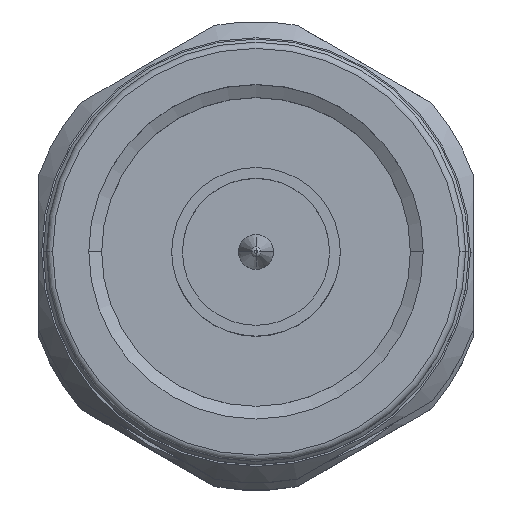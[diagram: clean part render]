
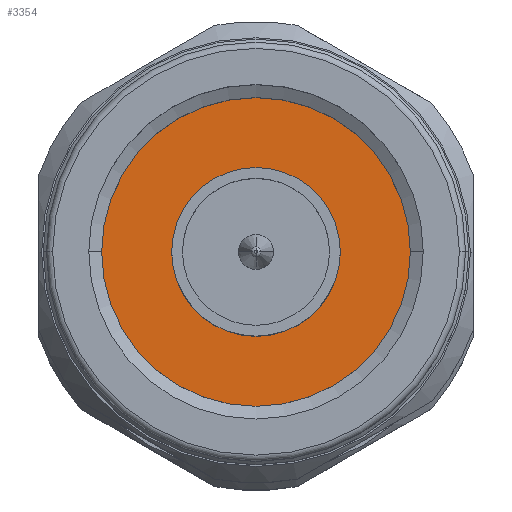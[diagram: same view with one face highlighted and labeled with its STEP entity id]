
A CAD part, top view. The second image highlights one B-rep face of the part: STEP entity #3354.
In plain terms, the highlighted face is planar.
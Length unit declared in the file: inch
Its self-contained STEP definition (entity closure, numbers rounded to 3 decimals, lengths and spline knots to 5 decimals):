
#93 = DIRECTION ( 'NONE',  ( 1., 0., 0. ) ) ;
#108 = FACE_BOUND ( 'NONE', #1141, .T. ) ;
#285 = CARTESIAN_POINT ( 'NONE',  ( 0.35943, 0., 0. ) ) ;
#311 = CIRCLE ( 'NONE', #4522, 0.34395 ) ;
#696 = DIRECTION ( 'NONE',  ( 1., 0., 0. ) ) ;
#1098 = CIRCLE ( 'NONE', #4327, 0.15748 ) ;
#1141 = EDGE_LOOP ( 'NONE', ( #5694, #1410 ) ) ;
#1410 = ORIENTED_EDGE ( 'NONE', *, *, #6734, .T. ) ;
#1457 = AXIS2_PLACEMENT_3D ( 'NONE', #1674, #3787, #1709 ) ;
#1551 = AXIS2_PLACEMENT_3D ( 'NONE', #285, #696, #4520 ) ;
#1674 = CARTESIAN_POINT ( 'NONE',  ( 0.35943, 0.34395, 0. ) ) ;
#1709 = DIRECTION ( 'NONE',  ( 0., 0., -1. ) ) ;
#2525 = DIRECTION ( 'NONE',  ( 0., 0., -1. ) ) ;
#2619 = EDGE_CURVE ( 'NONE', #6484, #6077, #3106, .T. ) ;
#2635 = EDGE_LOOP ( 'NONE', ( #3341, #3824 ) ) ;
#2754 = CARTESIAN_POINT ( 'NONE',  ( 0.35943, 0., -0.15748 ) ) ;
#2837 = CARTESIAN_POINT ( 'NONE',  ( 0.35943, 0., -0.34395 ) ) ;
#3106 = CIRCLE ( 'NONE', #1551, 0.34395 ) ;
#3163 = DIRECTION ( 'NONE',  ( 0., 0., -1. ) ) ;
#3247 = VERTEX_POINT ( 'NONE', #2754 ) ;
#3338 = FACE_OUTER_BOUND ( 'NONE', #2635, .T. ) ;
#3341 = ORIENTED_EDGE ( 'NONE', *, *, #6410, .F. ) ;
#3354 = ADVANCED_FACE ( 'NONE', ( #3338, #108 ), #5472, .F. ) ;
#3543 = VERTEX_POINT ( 'NONE', #4202 ) ;
#3730 = CARTESIAN_POINT ( 'NONE',  ( 0.35943, 0., 0. ) ) ;
#3787 = DIRECTION ( 'NONE',  ( 1., 0., 0. ) ) ;
#3824 = ORIENTED_EDGE ( 'NONE', *, *, #2619, .F. ) ;
#4106 = CARTESIAN_POINT ( 'NONE',  ( 0.35943, 0., 0. ) ) ;
#4202 = CARTESIAN_POINT ( 'NONE',  ( 0.35943, 0., 0.15748 ) ) ;
#4327 = AXIS2_PLACEMENT_3D ( 'NONE', #3730, #93, #5318 ) ;
#4520 = DIRECTION ( 'NONE',  ( 0., 0., -1. ) ) ;
#4522 = AXIS2_PLACEMENT_3D ( 'NONE', #6265, #5241, #3163 ) ;
#4967 = AXIS2_PLACEMENT_3D ( 'NONE', #4106, #5168, #2525 ) ;
#5168 = DIRECTION ( 'NONE',  ( 1., 0., 0. ) ) ;
#5173 = CIRCLE ( 'NONE', #4967, 0.15748 ) ;
#5241 = DIRECTION ( 'NONE',  ( 1., 0., 0. ) ) ;
#5318 = DIRECTION ( 'NONE',  ( 0., 0., -1. ) ) ;
#5419 = EDGE_CURVE ( 'NONE', #3247, #3543, #1098, .T. ) ;
#5472 = PLANE ( 'NONE',  #1457 ) ;
#5694 = ORIENTED_EDGE ( 'NONE', *, *, #5419, .T. ) ;
#6077 = VERTEX_POINT ( 'NONE', #2837 ) ;
#6265 = CARTESIAN_POINT ( 'NONE',  ( 0.35943, 0., 0. ) ) ;
#6410 = EDGE_CURVE ( 'NONE', #6077, #6484, #311, .T. ) ;
#6447 = CARTESIAN_POINT ( 'NONE',  ( 0.35943, 0., 0.34395 ) ) ;
#6484 = VERTEX_POINT ( 'NONE', #6447 ) ;
#6734 = EDGE_CURVE ( 'NONE', #3543, #3247, #5173, .T. ) ;
